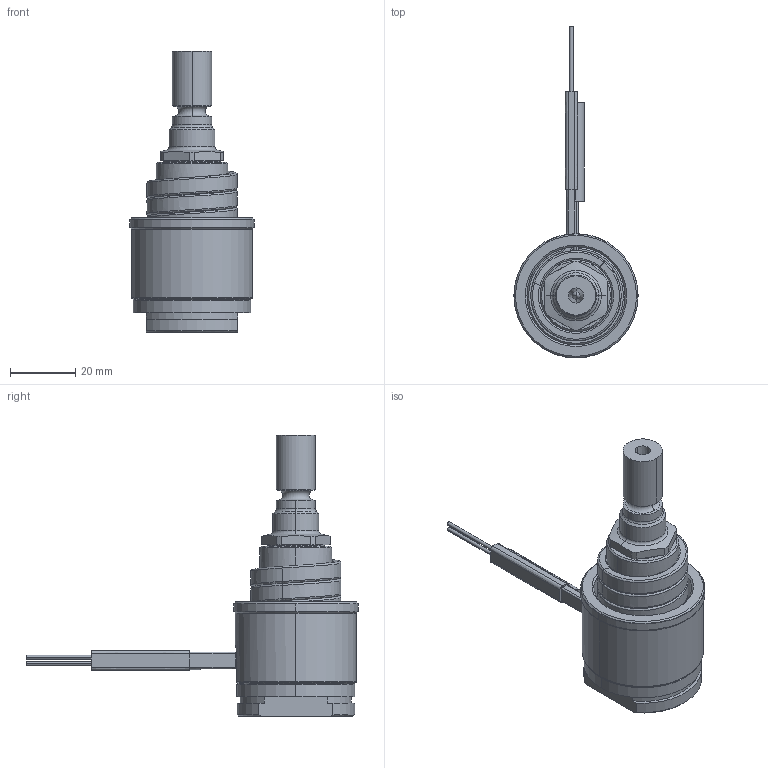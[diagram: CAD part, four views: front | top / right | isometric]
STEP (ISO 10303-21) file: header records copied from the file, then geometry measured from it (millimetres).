
FILE_DESCRIPTION((''),'2;1');
FILE_NAME('LS-66-BEU-H','2014-02-27T',('Íàòàëüÿ'),('IMID'),'PRO/ENGINEER BY PARAMETRIC TECHNOLOGY CORPORATION, 2010180','PRO/ENGINEER BY PARAMETRIC TECHNOLOGY CORPORATION, 2010180','');
FILE_SCHEMA(('CONFIG_CONTROL_DESIGN'));
Length unit declared in the file: millimetre
Products named in the file (1): LS-66-BEU-H
Bounding box: 38 x 101.5 x 86.2 mm (x, y, z)
Volume: 44254 mm3; surface area: 22921.7 mm2
Topology: 1 solids, 9 shells, 335 faces, 830 edges, 498 vertices
Faces by surface type: cylinder 105, cone 68, bspline 62, plane 51, torus 30, revolution 9, extrusion 8, sphere 2
Entity records: 15651 total; most frequent: CARTESIAN_POINT 8096, ORIENTED_EDGE 1620, DIRECTION 1466, EDGE_CURVE 822, AXIS2_PLACEMENT_3D 589, VERTEX_POINT 498, EDGE_LOOP 358, FACE_OUTER_BOUND 335
